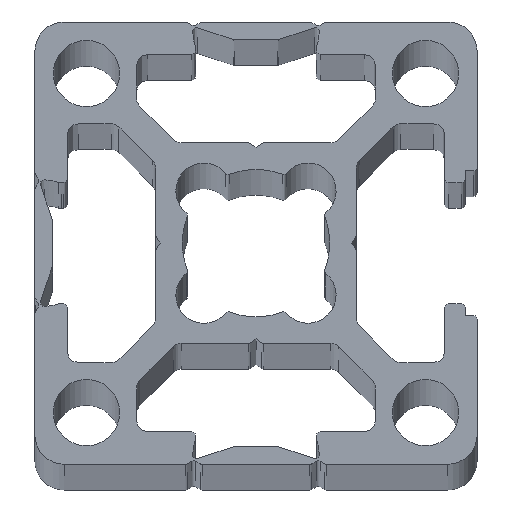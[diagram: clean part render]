
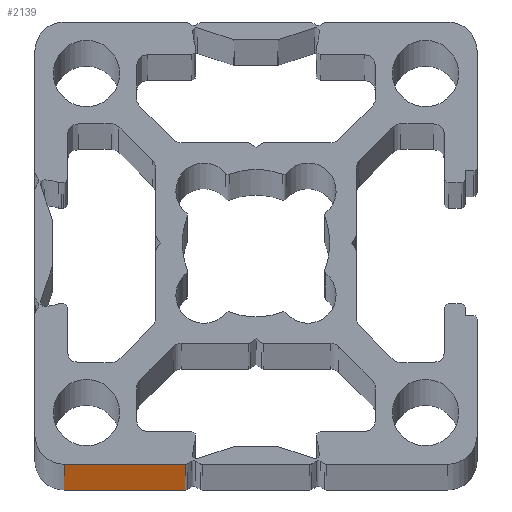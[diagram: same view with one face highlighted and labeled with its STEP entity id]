
A CAD part, top view. The second image highlights one B-rep face of the part: STEP entity #2139.
In plain terms, the highlighted planar face has unit normal (0, -1, 0).
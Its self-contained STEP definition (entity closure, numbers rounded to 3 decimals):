
#56 = EDGE_CURVE ( 'NONE', #6387, #4542, #3354, .T. ) ;
#64 = CARTESIAN_POINT ( 'NONE',  ( -4.787, -15., 1000. ) ) ;
#123 = EDGE_CURVE ( 'NONE', #3933, #1894, #6918, .T. ) ;
#180 = DIRECTION ( 'NONE',  ( 0., 0., -1. ) ) ;
#285 = LINE ( 'NONE', #2441, #1355 ) ;
#534 = PLANE ( 'NONE',  #623 ) ;
#577 = DIRECTION ( 'NONE',  ( 1., 0., 0. ) ) ;
#623 = AXIS2_PLACEMENT_3D ( 'NONE', #3790, #4412, #6094 ) ;
#1355 = VECTOR ( 'NONE', #1473, 1000. ) ;
#1473 = DIRECTION ( 'NONE',  ( 0., 0., -1. ) ) ;
#1569 = ORIENTED_EDGE ( 'NONE', *, *, #123, .F. ) ;
#1835 = CARTESIAN_POINT ( 'NONE',  ( -4.787, -15., 0. ) ) ;
#1894 = VERTEX_POINT ( 'NONE', #64 ) ;
#1983 = VECTOR ( 'NONE', #6998, 1000. ) ;
#2139 = ADVANCED_FACE ( 'NONE', ( #6052 ), #534, .F. ) ;
#2441 = CARTESIAN_POINT ( 'NONE',  ( -4.787, -15., 1000. ) ) ;
#2777 = CARTESIAN_POINT ( 'NONE',  ( -13., -15., 1000. ) ) ;
#2922 = LINE ( 'NONE', #5151, #6029 ) ;
#3120 = ORIENTED_EDGE ( 'NONE', *, *, #3168, .F. ) ;
#3168 = EDGE_CURVE ( 'NONE', #1894, #4542, #285, .T. ) ;
#3302 = CARTESIAN_POINT ( 'NONE',  ( -4.787, -15., 0. ) ) ;
#3354 = LINE ( 'NONE', #1835, #3475 ) ;
#3475 = VECTOR ( 'NONE', #577, 1000. ) ;
#3790 = CARTESIAN_POINT ( 'NONE',  ( -4.787, -15., 1000. ) ) ;
#3933 = VERTEX_POINT ( 'NONE', #2777 ) ;
#4101 = ORIENTED_EDGE ( 'NONE', *, *, #6405, .T. ) ;
#4132 = CARTESIAN_POINT ( 'NONE',  ( -4.787, -15., 1000. ) ) ;
#4412 = DIRECTION ( 'NONE',  ( 0., 1., 0. ) ) ;
#4483 = EDGE_LOOP ( 'NONE', ( #4661, #3120, #1569, #4101 ) ) ;
#4542 = VERTEX_POINT ( 'NONE', #3302 ) ;
#4661 = ORIENTED_EDGE ( 'NONE', *, *, #56, .T. ) ;
#5151 = CARTESIAN_POINT ( 'NONE',  ( -13., -15., 1000. ) ) ;
#6029 = VECTOR ( 'NONE', #180, 1000. ) ;
#6052 = FACE_OUTER_BOUND ( 'NONE', #4483, .T. ) ;
#6094 = DIRECTION ( 'NONE',  ( 0., 0., 1. ) ) ;
#6387 = VERTEX_POINT ( 'NONE', #6845 ) ;
#6405 = EDGE_CURVE ( 'NONE', #3933, #6387, #2922, .T. ) ;
#6845 = CARTESIAN_POINT ( 'NONE',  ( -13., -15., 0. ) ) ;
#6918 = LINE ( 'NONE', #4132, #1983 ) ;
#6998 = DIRECTION ( 'NONE',  ( 1., 0., 0. ) ) ;
